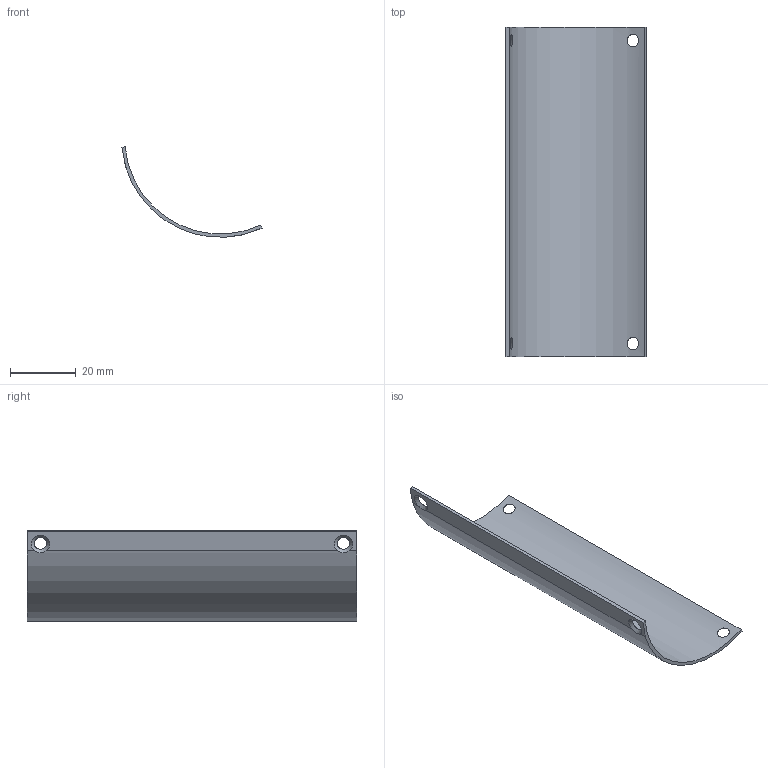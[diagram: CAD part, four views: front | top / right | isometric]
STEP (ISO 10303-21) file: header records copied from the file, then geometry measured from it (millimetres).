
FILE_DESCRIPTION(/* description */ (''),/* implementation_level */ '2;1');
FILE_NAME(/* name */ 'ElectronicsHolderShell.stp',/* time_stamp */ '2024-02-19T15:08:30-08:00',/* author */ ('liu63'),/* organization */ (''),/* preprocessor_version */ 'ST-DEVELOPER v20',/* originating_system */ 'Autodesk Inventor 2024',/* authorisation */ '');
FILE_SCHEMA (('AUTOMOTIVE_DESIGN { 1 0 10303 214 3 1 1 }'));
Length unit declared in the file: millimetre
Products named in the file (1): ElectronicsHolderShell
Bounding box: 42.56 x 100 x 27.41 mm (x, y, z)
Volume: 5477.5 mm3; surface area: 11569.7 mm2
Topology: 1 solids, 1 shells, 12 faces, 42 edges, 28 vertices
Faces by surface type: plane 6, cone 4, cylinder 2
Entity records: 665 total; most frequent: CARTESIAN_POINT 253, ORIENTED_EDGE 84, DIRECTION 68, EDGE_CURVE 42, VERTEX_POINT 28, AXIS2_PLACEMENT_3D 23, LINE 22, VECTOR 22
